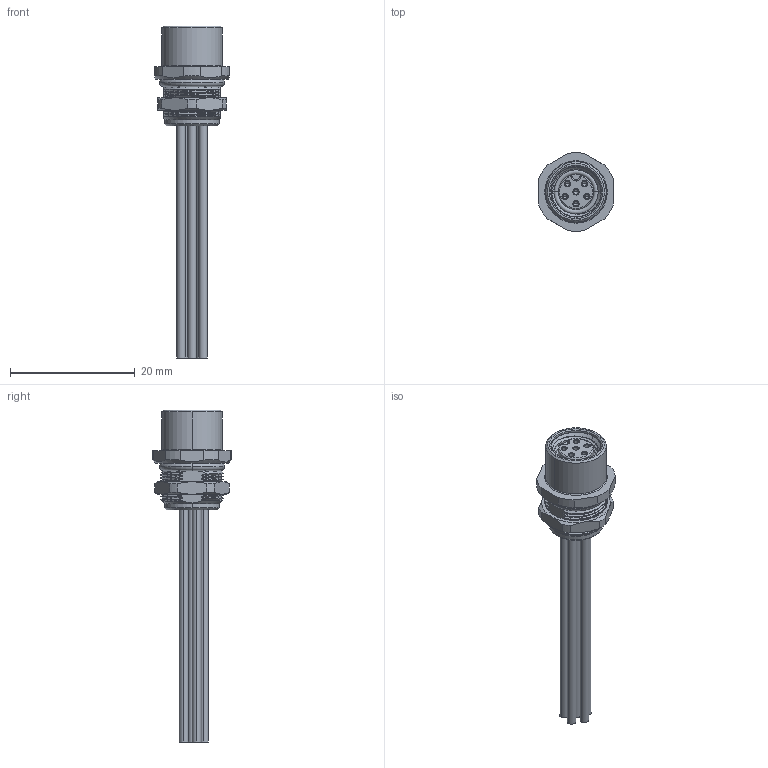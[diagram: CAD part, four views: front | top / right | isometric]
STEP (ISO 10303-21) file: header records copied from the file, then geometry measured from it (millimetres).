
FILE_DESCRIPTION((''),'2;1');
FILE_NAME('6P-K166','2025-09-09T',('gongcheng16'),(''),'PRO/ENGINEER BY PARAMETRIC TECHNOLOGY CORPORATION, 2010280','PRO/ENGINEER BY PARAMETRIC TECHNOLOGY CORPORATION, 2010280','');
FILE_SCHEMA(('CONFIG_CONTROL_DESIGN'));
Products named in the file (1): 6P-K166
Bounding box: 12 x 12.6 x 53.2 mm (x, y, z)
Volume: 236.8 mm3; surface area: 26391.9 mm2
Topology: 1 solids, 194 shells, 2281 faces, 7905 edges, 5700 vertices
Faces by surface type: bspline 745, cylinder 744, plane 475, cone 225, torus 92
Entity records: 218940 total; most frequent: CARTESIAN_POINT 160213, ORIENTED_EDGE 12690, DIRECTION 9148, EDGE_CURVE 7881, VERTEX_POINT 5700, B_SPLINE_CURVE_WITH_KNOTS 3533, AXIS2_PLACEMENT_3D 3263, VECTOR 2622
